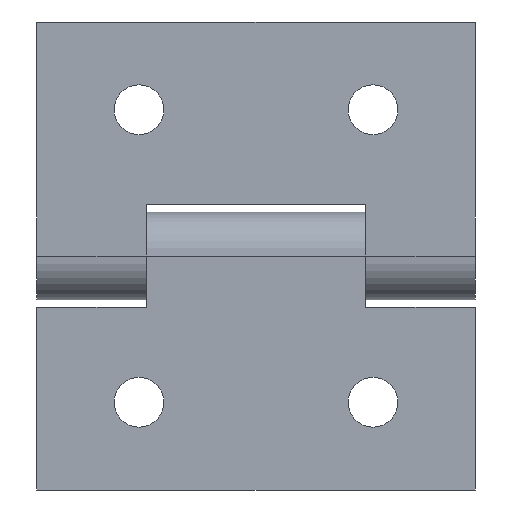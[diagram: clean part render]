
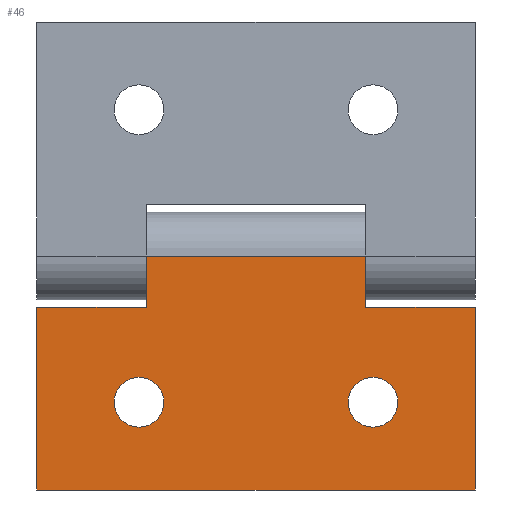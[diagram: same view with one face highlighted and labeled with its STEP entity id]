
A CAD part, front view. The second image highlights one B-rep face of the part: STEP entity #46.
In plain terms, the highlighted planar face has unit normal (0, -1, 0).
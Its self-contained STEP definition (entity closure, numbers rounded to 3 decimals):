
#19 = CARTESIAN_POINT ( 'NONE',  ( 8., -3., 10. ) ) ;
#46 = ADVANCED_FACE ( 'NONE', ( #1269, #1090, #1469 ), #875, .F. ) ;
#49 = DIRECTION ( 'NONE',  ( 0., 0., -1. ) ) ;
#100 = CARTESIAN_POINT ( 'NONE',  ( -8., -3., 10. ) ) ;
#114 = VERTEX_POINT ( 'NONE', #1285 ) ;
#117 = CARTESIAN_POINT ( 'NONE',  ( 15., -3., 16. ) ) ;
#140 = VECTOR ( 'NONE', #49, 1000. ) ;
#143 = DIRECTION ( 'NONE',  ( 0., 1., 0. ) ) ;
#163 = LINE ( 'NONE', #1454, #140 ) ;
#188 = VECTOR ( 'NONE', #1025, 1000. ) ;
#215 = DIRECTION ( 'NONE',  ( -1., 0., 0. ) ) ;
#222 = CARTESIAN_POINT ( 'NONE',  ( 8., -3., 8.3 ) ) ;
#237 = VECTOR ( 'NONE', #215, 1000. ) ;
#242 = LINE ( 'NONE', #1007, #1861 ) ;
#245 = CARTESIAN_POINT ( 'NONE',  ( 8., -3., 11.7 ) ) ;
#288 = LINE ( 'NONE', #1930, #237 ) ;
#293 = LINE ( 'NONE', #1742, #973 ) ;
#308 = CARTESIAN_POINT ( 'NONE',  ( 8., -3., 10. ) ) ;
#317 = ORIENTED_EDGE ( 'NONE', *, *, #1380, .T. ) ;
#321 = AXIS2_PLACEMENT_3D ( 'NONE', #1239, #143, #947 ) ;
#334 = EDGE_CURVE ( 'NONE', #114, #1243, #293, .T. ) ;
#369 = AXIS2_PLACEMENT_3D ( 'NONE', #1028, #1589, #820 ) ;
#419 = CARTESIAN_POINT ( 'NONE',  ( -8., -3., 11.7 ) ) ;
#447 = VERTEX_POINT ( 'NONE', #245 ) ;
#449 = CARTESIAN_POINT ( 'NONE',  ( -7.5, -3., 0. ) ) ;
#497 = EDGE_LOOP ( 'NONE', ( #317, #1993 ) ) ;
#533 = EDGE_CURVE ( 'NONE', #1821, #1701, #667, .T. ) ;
#589 = AXIS2_PLACEMENT_3D ( 'NONE', #100, #1187, #1825 ) ;
#614 = DIRECTION ( 'NONE',  ( 0., 1., 0. ) ) ;
#620 = ORIENTED_EDGE ( 'NONE', *, *, #823, .T. ) ;
#621 = DIRECTION ( 'NONE',  ( 0., 1., 0. ) ) ;
#653 = CARTESIAN_POINT ( 'NONE',  ( -15., -3., 16. ) ) ;
#667 = CIRCLE ( 'NONE', #321, 1.7 ) ;
#699 = CARTESIAN_POINT ( 'NONE',  ( 15., -3., 0. ) ) ;
#709 = VERTEX_POINT ( 'NONE', #1947 ) ;
#730 = CARTESIAN_POINT ( 'NONE',  ( -15., -3., 3.5 ) ) ;
#734 = VERTEX_POINT ( 'NONE', #1809 ) ;
#736 = EDGE_CURVE ( 'NONE', #1938, #1131, #242, .T. ) ;
#738 = CARTESIAN_POINT ( 'NONE',  ( 7.5, -3., 0. ) ) ;
#766 = VERTEX_POINT ( 'NONE', #222 ) ;
#771 = EDGE_CURVE ( 'NONE', #1131, #1349, #1113, .T. ) ;
#820 = DIRECTION ( 'NONE',  ( 0., 0., 1. ) ) ;
#823 = EDGE_CURVE ( 'NONE', #1701, #1821, #1181, .T. ) ;
#846 = CARTESIAN_POINT ( 'NONE',  ( 7.5, -3., 3.5 ) ) ;
#848 = DIRECTION ( 'NONE',  ( 0., 0., -1. ) ) ;
#854 = AXIS2_PLACEMENT_3D ( 'NONE', #308, #614, #1382 ) ;
#875 = PLANE ( 'NONE',  #369 ) ;
#906 = EDGE_CURVE ( 'NONE', #734, #709, #2000, .T. ) ;
#947 = DIRECTION ( 'NONE',  ( 0., 0., 1. ) ) ;
#965 = EDGE_LOOP ( 'NONE', ( #620, #1395 ) ) ;
#973 = VECTOR ( 'NONE', #1721, 1000. ) ;
#988 = DIRECTION ( 'NONE',  ( -1., 0., 0. ) ) ;
#1007 = CARTESIAN_POINT ( 'NONE',  ( 7.5, -3., 3.5 ) ) ;
#1025 = DIRECTION ( 'NONE',  ( -1., 0., 0. ) ) ;
#1028 = CARTESIAN_POINT ( 'NONE',  ( 15., -3., 0. ) ) ;
#1056 = CIRCLE ( 'NONE', #1370, 1.7 ) ;
#1090 = FACE_BOUND ( 'NONE', #965, .T. ) ;
#1095 = DIRECTION ( 'NONE',  ( 0., 0., 1. ) ) ;
#1108 = VERTEX_POINT ( 'NONE', #653 ) ;
#1113 = LINE ( 'NONE', #699, #1564 ) ;
#1130 = EDGE_LOOP ( 'NONE', ( #1543, #1283, #1529, #1344, #1685, #1781, #1657, #2010 ) ) ;
#1131 = VERTEX_POINT ( 'NONE', #738 ) ;
#1134 = LINE ( 'NONE', #117, #1514 ) ;
#1181 = CIRCLE ( 'NONE', #589, 1.7 ) ;
#1187 = DIRECTION ( 'NONE',  ( 0., 1., 0. ) ) ;
#1188 = LINE ( 'NONE', #1777, #1331 ) ;
#1239 = CARTESIAN_POINT ( 'NONE',  ( -8., -3., 10. ) ) ;
#1243 = VERTEX_POINT ( 'NONE', #1636 ) ;
#1269 = FACE_BOUND ( 'NONE', #497, .T. ) ;
#1283 = ORIENTED_EDGE ( 'NONE', *, *, #1780, .F. ) ;
#1285 = CARTESIAN_POINT ( 'NONE',  ( 15., -3., 16. ) ) ;
#1331 = VECTOR ( 'NONE', #1477, 1000. ) ;
#1344 = ORIENTED_EDGE ( 'NONE', *, *, #1690, .T. ) ;
#1349 = VERTEX_POINT ( 'NONE', #449 ) ;
#1370 = AXIS2_PLACEMENT_3D ( 'NONE', #19, #621, #1095 ) ;
#1380 = EDGE_CURVE ( 'NONE', #447, #766, #1803, .T. ) ;
#1382 = DIRECTION ( 'NONE',  ( 0., 0., 1. ) ) ;
#1395 = ORIENTED_EDGE ( 'NONE', *, *, #533, .T. ) ;
#1454 = CARTESIAN_POINT ( 'NONE',  ( -15., -3., 0. ) ) ;
#1469 = FACE_OUTER_BOUND ( 'NONE', #1130, .T. ) ;
#1477 = DIRECTION ( 'NONE',  ( 0., 0., 1. ) ) ;
#1514 = VECTOR ( 'NONE', #1531, 1000. ) ;
#1529 = ORIENTED_EDGE ( 'NONE', *, *, #334, .F. ) ;
#1531 = DIRECTION ( 'NONE',  ( -1., 0., 0. ) ) ;
#1543 = ORIENTED_EDGE ( 'NONE', *, *, #736, .F. ) ;
#1564 = VECTOR ( 'NONE', #988, 1000. ) ;
#1589 = DIRECTION ( 'NONE',  ( 0., 1., 0. ) ) ;
#1636 = CARTESIAN_POINT ( 'NONE',  ( 15., -3., 3.5 ) ) ;
#1657 = ORIENTED_EDGE ( 'NONE', *, *, #1932, .F. ) ;
#1685 = ORIENTED_EDGE ( 'NONE', *, *, #1902, .T. ) ;
#1690 = EDGE_CURVE ( 'NONE', #114, #1108, #1134, .T. ) ;
#1701 = VERTEX_POINT ( 'NONE', #419 ) ;
#1721 = DIRECTION ( 'NONE',  ( 0., 0., -1. ) ) ;
#1742 = CARTESIAN_POINT ( 'NONE',  ( 15., -3., 0. ) ) ;
#1767 = CARTESIAN_POINT ( 'NONE',  ( -8., -3., 8.3 ) ) ;
#1777 = CARTESIAN_POINT ( 'NONE',  ( -7.5, -3., 3.5 ) ) ;
#1780 = EDGE_CURVE ( 'NONE', #1243, #1938, #288, .T. ) ;
#1781 = ORIENTED_EDGE ( 'NONE', *, *, #906, .F. ) ;
#1803 = CIRCLE ( 'NONE', #854, 1.7 ) ;
#1809 = CARTESIAN_POINT ( 'NONE',  ( -7.5, -3., 3.5 ) ) ;
#1821 = VERTEX_POINT ( 'NONE', #1767 ) ;
#1825 = DIRECTION ( 'NONE',  ( 0., 0., 1. ) ) ;
#1861 = VECTOR ( 'NONE', #848, 1000. ) ;
#1902 = EDGE_CURVE ( 'NONE', #1108, #709, #163, .T. ) ;
#1930 = CARTESIAN_POINT ( 'NONE',  ( 15., -3., 3.5 ) ) ;
#1932 = EDGE_CURVE ( 'NONE', #1349, #734, #1188, .T. ) ;
#1938 = VERTEX_POINT ( 'NONE', #846 ) ;
#1947 = CARTESIAN_POINT ( 'NONE',  ( -15., -3., 3.5 ) ) ;
#1993 = ORIENTED_EDGE ( 'NONE', *, *, #2007, .T. ) ;
#2000 = LINE ( 'NONE', #730, #188 ) ;
#2007 = EDGE_CURVE ( 'NONE', #766, #447, #1056, .T. ) ;
#2010 = ORIENTED_EDGE ( 'NONE', *, *, #771, .F. ) ;
